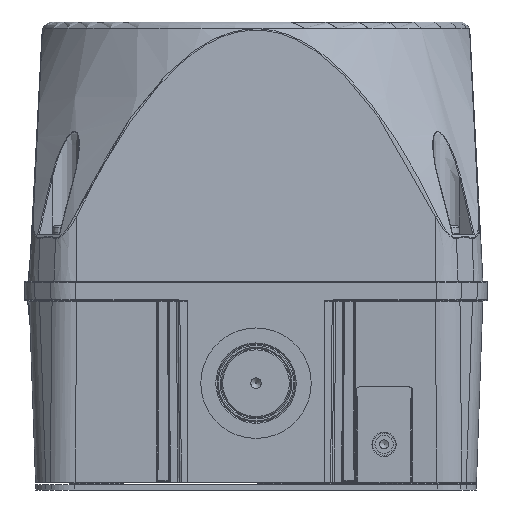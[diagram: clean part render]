
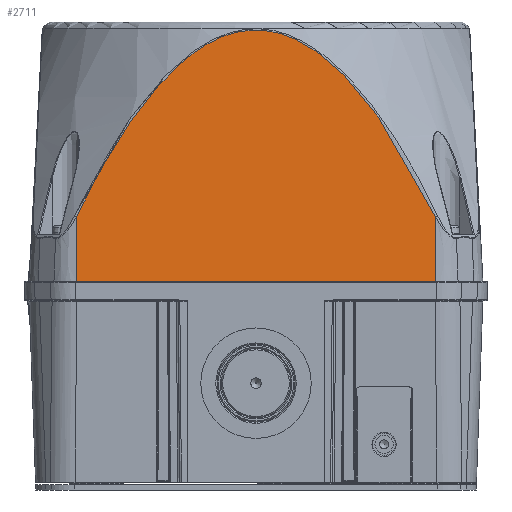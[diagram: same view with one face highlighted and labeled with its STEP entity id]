
A CAD part, front view. The second image highlights one B-rep face of the part: STEP entity #2711.
In plain terms, the highlighted planar face has unit normal (0, -0.999, 0.052).
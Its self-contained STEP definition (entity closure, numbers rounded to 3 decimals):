
#1021=FACE_OUTER_BOUND('',#5485,.T.);
#2467=B_SPLINE_CURVE_WITH_KNOTS('',3,(#27410,#27411,#27412,#27413,#27414,
#27415,#27416,#27417,#27418,#27419,#27420,#27421,#27422,#27423,#27424,#27425,
#27426,#27427,#27428,#27429,#27430,#27431,#27432,#27433,#27434,#27435,#27436,
#27437,#27438,#27439,#27440,#27441,#27442,#27443,#27444,#27445,#27446,#27447,
#27448,#27449,#27450,#27451,#27452,#27453,#27454,#27455,#27456,#27457,#27458,
#27459,#27460,#27461,#27462,#27463,#27464,#27465,#27466,#27467,#27468,#27469),
 .UNSPECIFIED.,.F.,.F.,(4,2,2,2,2,2,2,2,2,2,2,2,2,2,2,2,2,2,2,2,2,2,2,2,
2,2,2,2,2,4),(0.,0.062,0.125,0.187,
0.219,0.25,0.312,0.344,
0.375,0.406,0.422,0.437,
0.469,0.477,0.484,0.5,
0.531,0.547,0.562,0.594,
0.609,0.625,0.656,0.687,
0.719,0.75,0.812,0.875,
0.938,1.),.UNSPECIFIED.);
#2711=ADVANCED_FACE('',(#1021),#3907,.T.);
#3907=PLANE('',#18421);
#5485=EDGE_LOOP('',(#6917,#6918,#6919,#6920));
#6917=ORIENTED_EDGE('',*,*,#13773,.F.);
#6918=ORIENTED_EDGE('',*,*,#13774,.T.);
#6919=ORIENTED_EDGE('',*,*,#13775,.T.);
#6920=ORIENTED_EDGE('',*,*,#13776,.T.);
#12170=VERTEX_POINT('',#27406);
#12171=VERTEX_POINT('',#27407);
#12172=VERTEX_POINT('',#27409);
#12173=VERTEX_POINT('',#27470);
#13773=EDGE_CURVE('',#12170,#12171,#16353,.T.);
#13774=EDGE_CURVE('',#12170,#12172,#16354,.T.);
#13775=EDGE_CURVE('',#12172,#12173,#2467,.T.);
#13776=EDGE_CURVE('',#12173,#12171,#16355,.T.);
#16353=LINE('',#27405,#17389);
#16354=LINE('',#27408,#17390);
#16355=LINE('',#27471,#17391);
#17389=VECTOR('',#20751,1.);
#17390=VECTOR('',#20752,1.);
#17391=VECTOR('',#20753,1.);
#18421=AXIS2_PLACEMENT_3D('',#27472,#20754,#20755);
#20751=DIRECTION('',(-1.,0.,0.));
#20752=DIRECTION('',(0.,0.052,0.999));
#20753=DIRECTION('',(0.,-0.052,-0.999));
#20754=DIRECTION('',(0.,-0.999,0.052));
#20755=DIRECTION('',(0.,-0.052,-0.999));
#27405=CARTESIAN_POINT('',(-0.3,-63.677,2.45));
#27406=CARTESIAN_POINT('',(50.963,-63.677,2.45));
#27407=CARTESIAN_POINT('',(-51.563,-63.677,2.45));
#27408=CARTESIAN_POINT('',(50.963,-63.73,1.45));
#27409=CARTESIAN_POINT('',(50.963,-62.721,20.708));
#27410=CARTESIAN_POINT('',(50.963,-62.721,20.708));
#27411=CARTESIAN_POINT('',(49.579,-62.568,23.629));
#27412=CARTESIAN_POINT('',(48.142,-62.416,26.518));
#27413=CARTESIAN_POINT('',(45.146,-62.117,32.227));
#27414=CARTESIAN_POINT('',(43.587,-61.969,35.046));
#27415=CARTESIAN_POINT('',(40.323,-61.678,40.599));
#27416=CARTESIAN_POINT('',(38.619,-61.535,43.334));
#27417=CARTESIAN_POINT('',(35.923,-61.324,47.356));
#27418=CARTESIAN_POINT('',(35.002,-61.255,48.683));
#27419=CARTESIAN_POINT('',(33.104,-61.117,51.306));
#27420=CARTESIAN_POINT('',(32.129,-61.049,52.599));
#27421=CARTESIAN_POINT('',(29.127,-60.85,56.405));
#27422=CARTESIAN_POINT('',(27.019,-60.722,58.847));
#27423=CARTESIAN_POINT('',(23.624,-60.541,62.305));
#27424=CARTESIAN_POINT('',(22.452,-60.482,63.424));
#27425=CARTESIAN_POINT('',(20.015,-60.37,65.57));
#27426=CARTESIAN_POINT('',(18.759,-60.316,66.588));
#27427=CARTESIAN_POINT('',(16.156,-60.217,68.489));
#27428=CARTESIAN_POINT('',(14.808,-60.17,69.372));
#27429=CARTESIAN_POINT('',(12.699,-60.108,70.568));
#27430=CARTESIAN_POINT('',(11.981,-60.088,70.945));
#27431=CARTESIAN_POINT('',(10.511,-60.051,71.65));
#27432=CARTESIAN_POINT('',(9.764,-60.034,71.974));
#27433=CARTESIAN_POINT('',(7.499,-59.988,72.851));
#27434=CARTESIAN_POINT('',(5.952,-59.964,73.31));
#27435=CARTESIAN_POINT('',(3.964,-59.944,73.697));
#27436=CARTESIAN_POINT('',(3.564,-59.94,73.765));
#27437=CARTESIAN_POINT('',(2.757,-59.934,73.881));
#27438=CARTESIAN_POINT('',(2.35,-59.931,73.93));
#27439=CARTESIAN_POINT('',(1.132,-59.925,74.044));
#27440=CARTESIAN_POINT('',(0.324,-59.924,74.079));
#27441=CARTESIAN_POINT('',(-2.094,-59.925,74.06));
#27442=CARTESIAN_POINT('',(-3.695,-59.934,73.885));
#27443=CARTESIAN_POINT('',(-6.08,-59.96,73.389));
#27444=CARTESIAN_POINT('',(-6.875,-59.97,73.183));
#27445=CARTESIAN_POINT('',(-8.427,-59.995,72.708));
#27446=CARTESIAN_POINT('',(-9.188,-60.01,72.437));
#27447=CARTESIAN_POINT('',(-11.433,-60.057,71.538));
#27448=CARTESIAN_POINT('',(-12.877,-60.094,70.822));
#27449=CARTESIAN_POINT('',(-14.979,-60.158,69.606));
#27450=CARTESIAN_POINT('',(-15.671,-60.18,69.176));
#27451=CARTESIAN_POINT('',(-17.026,-60.227,68.28));
#27452=CARTESIAN_POINT('',(-17.687,-60.252,67.814));
#27453=CARTESIAN_POINT('',(-19.632,-60.327,66.373));
#27454=CARTESIAN_POINT('',(-20.874,-60.381,65.352));
#27455=CARTESIAN_POINT('',(-23.273,-60.493,63.217));
#27456=CARTESIAN_POINT('',(-24.43,-60.551,62.103));
#27457=CARTESIAN_POINT('',(-26.676,-60.672,59.798));
#27458=CARTESIAN_POINT('',(-27.764,-60.734,58.608));
#27459=CARTESIAN_POINT('',(-29.882,-60.862,56.163));
#27460=CARTESIAN_POINT('',(-30.907,-60.928,54.915));
#27461=CARTESIAN_POINT('',(-33.887,-61.127,51.119));
#27462=CARTESIAN_POINT('',(-35.752,-61.263,48.514));
#27463=CARTESIAN_POINT('',(-39.307,-61.542,43.195));
#27464=CARTESIAN_POINT('',(-40.996,-61.684,40.48));
#27465=CARTESIAN_POINT('',(-44.232,-61.973,34.965));
#27466=CARTESIAN_POINT('',(-45.78,-62.12,32.164));
#27467=CARTESIAN_POINT('',(-48.757,-62.418,26.488));
#27468=CARTESIAN_POINT('',(-50.186,-62.568,23.614));
#27469=CARTESIAN_POINT('',(-51.563,-62.721,20.708));
#27470=CARTESIAN_POINT('',(-51.563,-62.721,20.708));
#27471=CARTESIAN_POINT('',(-51.563,-63.73,1.45));
#27472=CARTESIAN_POINT('',(-0.3,-63.73,1.45));
